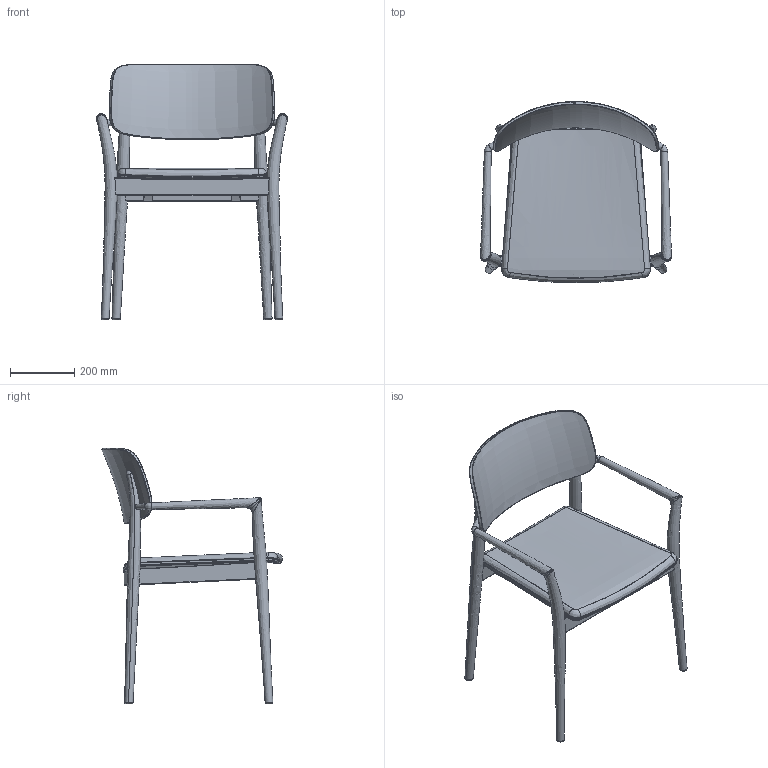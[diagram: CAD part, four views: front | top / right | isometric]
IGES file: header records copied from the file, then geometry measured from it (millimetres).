
Global section: file name: 87HPoltroncina GRADO.igs; native system: Rhinoceros ( Sep  9 2018 ); preprocessor: Trout Lake IGES 012 Sep  9 2018; date: 211026.225850; units: millimetre
Bounding box: 593.12 x 562.24 x 794.68 mm (x, y, z)
Surface area: 1761448.6 mm2 (no closed solid volume)
Topology: 0 solids, 0 shells, 143 faces, 2608 edges, 2600 vertices
Faces by surface type: bspline 143
